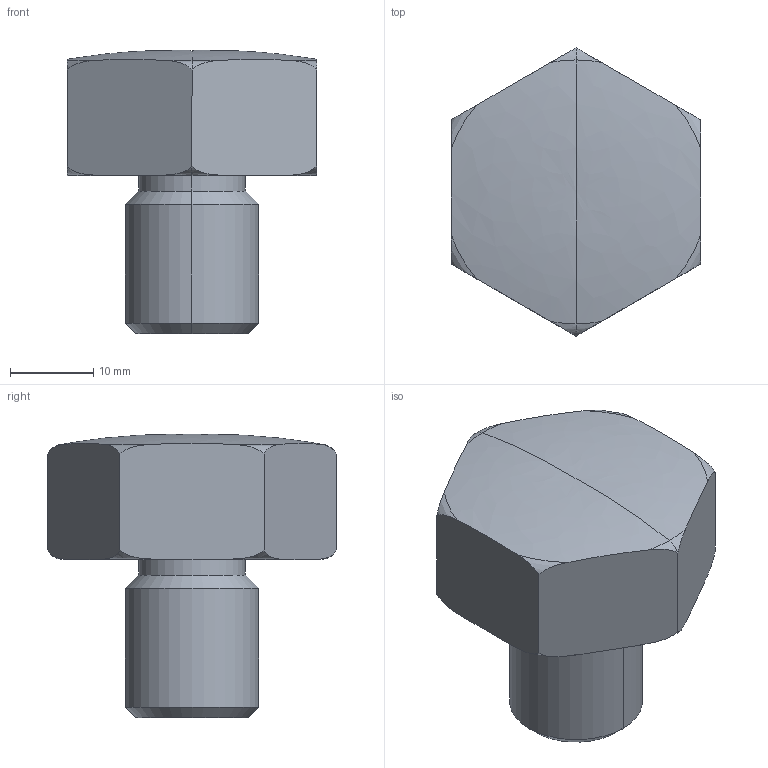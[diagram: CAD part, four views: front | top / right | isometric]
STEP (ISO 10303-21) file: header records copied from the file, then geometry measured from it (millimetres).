
FILE_DESCRIPTION (( 'STEP AP203' ), '1' );
FILE_NAME ('bj811-16015-r.STEP', '2021-10-25T00:31:27', ( '' ), ( '' ), 'SwSTEP 2.0', 'SolidWorks 2020', '' );
FILE_SCHEMA (( 'CONFIG_CONTROL_DESIGN' ));
Length unit declared in the file: millimetre
Products named in the file (1): bj811-16015-r
Bounding box: 30 x 34.64 x 34.04 mm (x, y, z)
Volume: 14881.4 mm3; surface area: 3975.9 mm2
Topology: 1 solids, 1 shells, 34 faces, 84 edges, 51 vertices
Faces by surface type: bspline 18, plane 8, cylinder 4, cone 4
Entity records: 1475 total; most frequent: CARTESIAN_POINT 740, ORIENTED_EDGE 164, DIRECTION 98, EDGE_CURVE 82, VERTEX_POINT 51, B_SPLINE_CURVE_WITH_KNOTS 42, AXIS2_PLACEMENT_3D 41, EDGE_LOOP 35
